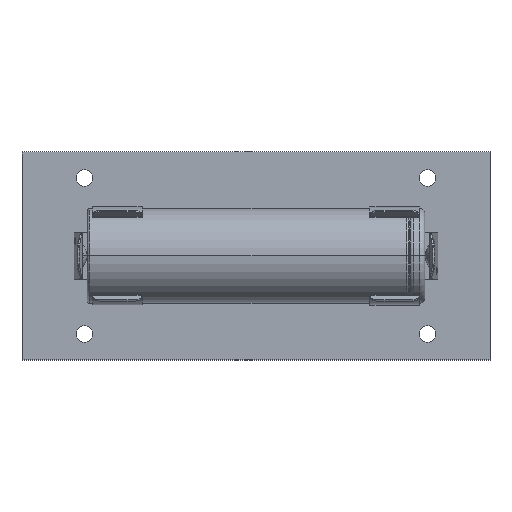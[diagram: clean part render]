
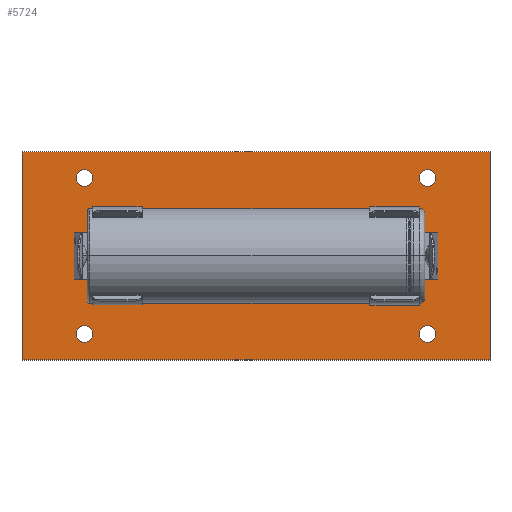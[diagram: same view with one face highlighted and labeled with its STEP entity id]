
A CAD part, top view. The second image highlights one B-rep face of the part: STEP entity #5724.
In plain terms, the highlighted planar face has unit normal (0, 0, 1).
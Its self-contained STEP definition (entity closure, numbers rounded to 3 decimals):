
#5091 = VERTEX_POINT('',#5092);
#5092 = CARTESIAN_POINT('',(0.,0.,0.));
#5098 = EDGE_CURVE('',#5091,#5099,#5101,.T.);
#5099 = VERTEX_POINT('',#5100);
#5100 = CARTESIAN_POINT('',(90.,0.,0.));
#5101 = LINE('',#5102,#5103);
#5102 = CARTESIAN_POINT('',(0.,0.,0.));
#5103 = VECTOR('',#5104,1.);
#5104 = DIRECTION('',(1.,0.,0.));
#5129 = EDGE_CURVE('',#5099,#5130,#5132,.T.);
#5130 = VERTEX_POINT('',#5131);
#5131 = CARTESIAN_POINT('',(90.,40.,0.));
#5132 = LINE('',#5133,#5134);
#5133 = CARTESIAN_POINT('',(90.,0.,0.));
#5134 = VECTOR('',#5135,1.);
#5135 = DIRECTION('',(0.,1.,0.));
#5160 = EDGE_CURVE('',#5130,#5161,#5163,.T.);
#5161 = VERTEX_POINT('',#5162);
#5162 = CARTESIAN_POINT('',(0.,40.,0.));
#5163 = LINE('',#5164,#5165);
#5164 = CARTESIAN_POINT('',(90.,40.,0.));
#5165 = VECTOR('',#5166,1.);
#5166 = DIRECTION('',(-1.,0.,0.));
#5191 = EDGE_CURVE('',#5161,#5091,#5192,.T.);
#5192 = LINE('',#5193,#5194);
#5193 = CARTESIAN_POINT('',(0.,40.,0.));
#5194 = VECTOR('',#5195,1.);
#5195 = DIRECTION('',(0.,-1.,0.));
#5215 = VERTEX_POINT('',#5216);
#5216 = CARTESIAN_POINT('',(13.6,5.,0.));
#5222 = EDGE_CURVE('',#5215,#5215,#5223,.T.);
#5223 = CIRCLE('',#5224,1.6);
#5224 = AXIS2_PLACEMENT_3D('',#5225,#5226,#5227);
#5225 = CARTESIAN_POINT('',(12.,5.,0.));
#5226 = DIRECTION('',(0.,0.,1.));
#5227 = DIRECTION('',(1.,0.,0.));
#5248 = VERTEX_POINT('',#5249);
#5249 = CARTESIAN_POINT('',(22.12,17.46,0.));
#5255 = EDGE_CURVE('',#5248,#5248,#5256,.T.);
#5256 = CIRCLE('',#5257,1.);
#5257 = AXIS2_PLACEMENT_3D('',#5258,#5259,#5260);
#5258 = CARTESIAN_POINT('',(21.12,17.46,0.));
#5259 = DIRECTION('',(0.,0.,1.));
#5260 = DIRECTION('',(1.,0.,0.));
#5281 = VERTEX_POINT('',#5282);
#5282 = CARTESIAN_POINT('',(14.5,20.,0.));
#5288 = EDGE_CURVE('',#5281,#5281,#5289,.T.);
#5289 = CIRCLE('',#5290,1.);
#5290 = AXIS2_PLACEMENT_3D('',#5291,#5292,#5293);
#5291 = CARTESIAN_POINT('',(13.5,20.,0.));
#5292 = DIRECTION('',(0.,0.,1.));
#5293 = DIRECTION('',(1.,0.,0.));
#5314 = VERTEX_POINT('',#5315);
#5315 = CARTESIAN_POINT('',(22.12,22.54,0.));
#5321 = EDGE_CURVE('',#5314,#5314,#5322,.T.);
#5322 = CIRCLE('',#5323,1.);
#5323 = AXIS2_PLACEMENT_3D('',#5324,#5325,#5326);
#5324 = CARTESIAN_POINT('',(21.12,22.54,0.));
#5325 = DIRECTION('',(0.,0.,1.));
#5326 = DIRECTION('',(1.,0.,0.));
#5347 = VERTEX_POINT('',#5348);
#5348 = CARTESIAN_POINT('',(13.6,35.,0.));
#5354 = EDGE_CURVE('',#5347,#5347,#5355,.T.);
#5355 = CIRCLE('',#5356,1.6);
#5356 = AXIS2_PLACEMENT_3D('',#5357,#5358,#5359);
#5357 = CARTESIAN_POINT('',(12.,35.,0.));
#5358 = DIRECTION('',(0.,0.,1.));
#5359 = DIRECTION('',(1.,0.,0.));
#5380 = VERTEX_POINT('',#5381);
#5381 = CARTESIAN_POINT('',(45.55,20.,0.));
#5387 = EDGE_CURVE('',#5380,#5380,#5388,.T.);
#5388 = CIRCLE('',#5389,0.55);
#5389 = AXIS2_PLACEMENT_3D('',#5390,#5391,#5392);
#5390 = CARTESIAN_POINT('',(45.,20.,0.));
#5391 = DIRECTION('',(0.,0.,1.));
#5392 = DIRECTION('',(1.,0.,0.));
#5413 = VERTEX_POINT('',#5414);
#5414 = CARTESIAN_POINT('',(42.5,20.94,0.));
#5420 = EDGE_CURVE('',#5413,#5413,#5421,.T.);
#5421 = CIRCLE('',#5422,0.5);
#5422 = AXIS2_PLACEMENT_3D('',#5423,#5424,#5425);
#5423 = CARTESIAN_POINT('',(42.,20.94,0.));
#5424 = DIRECTION('',(0.,0.,1.));
#5425 = DIRECTION('',(1.,0.,0.));
#5446 = VERTEX_POINT('',#5447);
#5447 = CARTESIAN_POINT('',(45.55,17.,0.));
#5453 = EDGE_CURVE('',#5446,#5446,#5454,.T.);
#5454 = CIRCLE('',#5455,0.55);
#5455 = AXIS2_PLACEMENT_3D('',#5456,#5457,#5458);
#5456 = CARTESIAN_POINT('',(45.,17.,0.));
#5457 = DIRECTION('',(0.,0.,1.));
#5458 = DIRECTION('',(1.,0.,0.));
#5479 = VERTEX_POINT('',#5480);
#5480 = CARTESIAN_POINT('',(79.6,5.,0.));
#5486 = EDGE_CURVE('',#5479,#5479,#5487,.T.);
#5487 = CIRCLE('',#5488,1.6);
#5488 = AXIS2_PLACEMENT_3D('',#5489,#5490,#5491);
#5489 = CARTESIAN_POINT('',(78.,5.,0.));
#5490 = DIRECTION('',(0.,0.,1.));
#5491 = DIRECTION('',(1.,0.,0.));
#5512 = VERTEX_POINT('',#5513);
#5513 = CARTESIAN_POINT('',(69.88,17.46,0.));
#5519 = EDGE_CURVE('',#5512,#5512,#5520,.T.);
#5520 = CIRCLE('',#5521,1.);
#5521 = AXIS2_PLACEMENT_3D('',#5522,#5523,#5524);
#5522 = CARTESIAN_POINT('',(68.88,17.46,0.));
#5523 = DIRECTION('',(0.,0.,1.));
#5524 = DIRECTION('',(1.,0.,0.));
#5545 = VERTEX_POINT('',#5546);
#5546 = CARTESIAN_POINT('',(48.5,20.94,0.));
#5552 = EDGE_CURVE('',#5545,#5545,#5553,.T.);
#5553 = CIRCLE('',#5554,0.5);
#5554 = AXIS2_PLACEMENT_3D('',#5555,#5556,#5557);
#5555 = CARTESIAN_POINT('',(48.,20.94,0.));
#5556 = DIRECTION('',(0.,0.,1.));
#5557 = DIRECTION('',(1.,0.,0.));
#5578 = VERTEX_POINT('',#5579);
#5579 = CARTESIAN_POINT('',(69.88,22.54,0.));
#5585 = EDGE_CURVE('',#5578,#5578,#5586,.T.);
#5586 = CIRCLE('',#5587,1.);
#5587 = AXIS2_PLACEMENT_3D('',#5588,#5589,#5590);
#5588 = CARTESIAN_POINT('',(68.88,22.54,0.));
#5589 = DIRECTION('',(0.,0.,1.));
#5590 = DIRECTION('',(1.,0.,0.));
#5611 = VERTEX_POINT('',#5612);
#5612 = CARTESIAN_POINT('',(77.5,20.,0.));
#5618 = EDGE_CURVE('',#5611,#5611,#5619,.T.);
#5619 = CIRCLE('',#5620,1.);
#5620 = AXIS2_PLACEMENT_3D('',#5621,#5622,#5623);
#5621 = CARTESIAN_POINT('',(76.5,20.,0.));
#5622 = DIRECTION('',(0.,0.,1.));
#5623 = DIRECTION('',(1.,0.,0.));
#5644 = VERTEX_POINT('',#5645);
#5645 = CARTESIAN_POINT('',(79.6,35.,0.));
#5651 = EDGE_CURVE('',#5644,#5644,#5652,.T.);
#5652 = CIRCLE('',#5653,1.6);
#5653 = AXIS2_PLACEMENT_3D('',#5654,#5655,#5656);
#5654 = CARTESIAN_POINT('',(78.,35.,0.));
#5655 = DIRECTION('',(0.,0.,1.));
#5656 = DIRECTION('',(1.,0.,0.));
#5724 = ADVANCED_FACE('',(#5725,#5731,#5734,#5737,#5740,#5743,#5746,
    #5749,#5752,#5755,#5758,#5761,#5764,#5767,#5770),#5773,.F.);
#5725 = FACE_BOUND('',#5726,.T.);
#5726 = EDGE_LOOP('',(#5727,#5728,#5729,#5730));
#5727 = ORIENTED_EDGE('',*,*,#5098,.T.);
#5728 = ORIENTED_EDGE('',*,*,#5129,.T.);
#5729 = ORIENTED_EDGE('',*,*,#5160,.T.);
#5730 = ORIENTED_EDGE('',*,*,#5191,.T.);
#5731 = FACE_BOUND('',#5732,.F.);
#5732 = EDGE_LOOP('',(#5733));
#5733 = ORIENTED_EDGE('',*,*,#5222,.T.);
#5734 = FACE_BOUND('',#5735,.F.);
#5735 = EDGE_LOOP('',(#5736));
#5736 = ORIENTED_EDGE('',*,*,#5255,.T.);
#5737 = FACE_BOUND('',#5738,.F.);
#5738 = EDGE_LOOP('',(#5739));
#5739 = ORIENTED_EDGE('',*,*,#5288,.T.);
#5740 = FACE_BOUND('',#5741,.F.);
#5741 = EDGE_LOOP('',(#5742));
#5742 = ORIENTED_EDGE('',*,*,#5321,.T.);
#5743 = FACE_BOUND('',#5744,.F.);
#5744 = EDGE_LOOP('',(#5745));
#5745 = ORIENTED_EDGE('',*,*,#5354,.T.);
#5746 = FACE_BOUND('',#5747,.F.);
#5747 = EDGE_LOOP('',(#5748));
#5748 = ORIENTED_EDGE('',*,*,#5387,.T.);
#5749 = FACE_BOUND('',#5750,.F.);
#5750 = EDGE_LOOP('',(#5751));
#5751 = ORIENTED_EDGE('',*,*,#5420,.T.);
#5752 = FACE_BOUND('',#5753,.F.);
#5753 = EDGE_LOOP('',(#5754));
#5754 = ORIENTED_EDGE('',*,*,#5453,.T.);
#5755 = FACE_BOUND('',#5756,.F.);
#5756 = EDGE_LOOP('',(#5757));
#5757 = ORIENTED_EDGE('',*,*,#5486,.T.);
#5758 = FACE_BOUND('',#5759,.F.);
#5759 = EDGE_LOOP('',(#5760));
#5760 = ORIENTED_EDGE('',*,*,#5519,.T.);
#5761 = FACE_BOUND('',#5762,.F.);
#5762 = EDGE_LOOP('',(#5763));
#5763 = ORIENTED_EDGE('',*,*,#5552,.T.);
#5764 = FACE_BOUND('',#5765,.F.);
#5765 = EDGE_LOOP('',(#5766));
#5766 = ORIENTED_EDGE('',*,*,#5585,.T.);
#5767 = FACE_BOUND('',#5768,.F.);
#5768 = EDGE_LOOP('',(#5769));
#5769 = ORIENTED_EDGE('',*,*,#5618,.T.);
#5770 = FACE_BOUND('',#5771,.F.);
#5771 = EDGE_LOOP('',(#5772));
#5772 = ORIENTED_EDGE('',*,*,#5651,.T.);
#5773 = PLANE('',#5774);
#5774 = AXIS2_PLACEMENT_3D('',#5775,#5776,#5777);
#5775 = CARTESIAN_POINT('',(0.,0.,0.));
#5776 = DIRECTION('',(0.,0.,-1.));
#5777 = DIRECTION('',(-1.,0.,0.));
